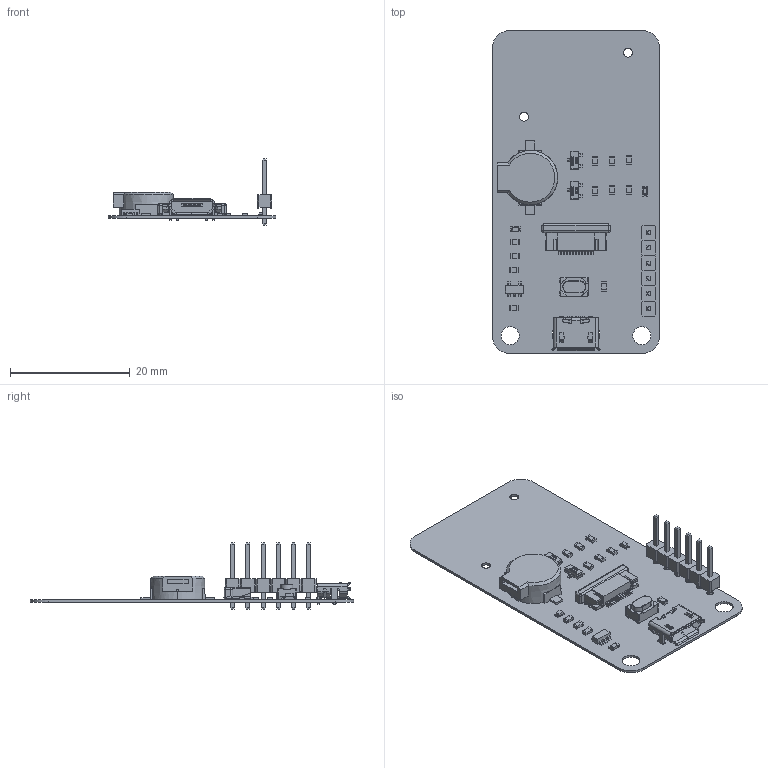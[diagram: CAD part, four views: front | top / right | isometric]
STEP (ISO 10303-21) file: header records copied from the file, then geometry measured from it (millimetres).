
FILE_DESCRIPTION(('Open CASCADE Model'),'2;1');
FILE_NAME('Open CASCADE Shape Model','2022-03-16T12:24:18',('Author'),( 'Open CASCADE'),'Open CASCADE STEP processor 6.8','Open CASCADE 6.8' ,'Unknown');
FILE_SCHEMA(('AUTOMOTIVE_DESIGN { 1 0 10303 214 1 1 1 1 }'));
Length unit declared in the file: millimetre
Products named in the file (39): PCB; Board; Open CASCADE STEP translator 6.8 2.1.1; B1; CircuitWorks-BUZZER_(SPEAKER)_SMD; USB1; Micro_USB-B_Female_5Pin_SMD; U1; CircuitWorks-SOT-23-5; TR2; User_Library-SOT95P240X110-3M[SOT23-3_TO-236AB]; TR1; SW1; SKRPACE010_v4; R7; SW3DPS-RESISTOR_0603-DEFAULT; R5; R6; R4; R3; R2; R1; L2; User_Library-LED_0603_R; User_Library-LED_0603_R_Pocket002; User_Library-LED_0603_R_Pad004; User_Library-LED_0603_R_Fillet; User_Library-LED_0603_R_Pocket001; User_Library-LED_0603_R_Pad; L1; CON1; 16r9529_1-1734592-2; CN1; 6x_Male_Pin_2.54_mm; 1_Male_Pin_2.54_mm; C4; C3; C2; C1
Assembly tree (55 placements, depth 4):
  PCB
    Board
      Open CASCADE STEP translator 6.8 2.1.1
    B1
      CircuitWorks-BUZZER_(SPEAKER)_SMD
    USB1
      Micro_USB-B_Female_5Pin_SMD
    U1
      CircuitWorks-SOT-23-5
    TR2
      User_Library-SOT95P240X110-3M[SOT23-3_TO-236AB]
    TR1
      User_Library-SOT95P240X110-3M[SOT23-3_TO-236AB]
    SW1
      SKRPACE010_v4
    R7
      SW3DPS-RESISTOR_0603-DEFAULT
    R5
      SW3DPS-RESISTOR_0603-DEFAULT
    R6
      SW3DPS-RESISTOR_0603-DEFAULT
    R4
      SW3DPS-RESISTOR_0603-DEFAULT
    R3
      SW3DPS-RESISTOR_0603-DEFAULT
    R2
      SW3DPS-RESISTOR_0603-DEFAULT
    R1
      SW3DPS-RESISTOR_0603-DEFAULT
    L2
      User_Library-LED_0603_R
        User_Library-LED_0603_R_Pocket002
        User_Library-LED_0603_R_Pad004
        User_Library-LED_0603_R_Fillet
        User_Library-LED_0603_R_Pocket001
        User_Library-LED_0603_R_Pad
    L1
      User_Library-LED_0603_R
        User_Library-LED_0603_R_Pocket002
        User_Library-LED_0603_R_Pad004
        User_Library-LED_0603_R_Fillet
        User_Library-LED_0603_R_Pocket001
        User_Library-LED_0603_R_Pad
    CON1
      16r9529_1-1734592-2
    CN1
      6x_Male_Pin_2.54_mm
        1_Male_Pin_2.54_mm  x6
    C4
      SW3DPS-RESISTOR_0603-DEFAULT
    C3
      SW3DPS-RESISTOR_0603-DEFAULT
    C2
      SW3DPS-RESISTOR_0603-DEFAULT
    C1
      SW3DPS-RESISTOR_0603-DEFAULT
Bounding box: 28 x 54 x 11.1 mm (x, y, z)
Volume: 1144.1 mm3; surface area: 4480.8 mm2
Topology: 39 solids, 41 shells, 2067 faces, 5494 edges, 3556 vertices
Faces by surface type: plane 1436, cylinder 375, bspline 219, sphere 24, torus 10, cone 3
Full cylindrical faces by diameter (mm): 0.7 x2, 1.016 x6, 1.5 x2, 3 x2
Entity records: 53779 total; most frequent: CARTESIAN_POINT 15118, ORIENTED_EDGE 7916, DIRECTION 7070, EDGE_CURVE 3959, LINE 3006, VECTOR 3006, VERTEX_POINT 2578, AXIS2_PLACEMENT_3D 2032
